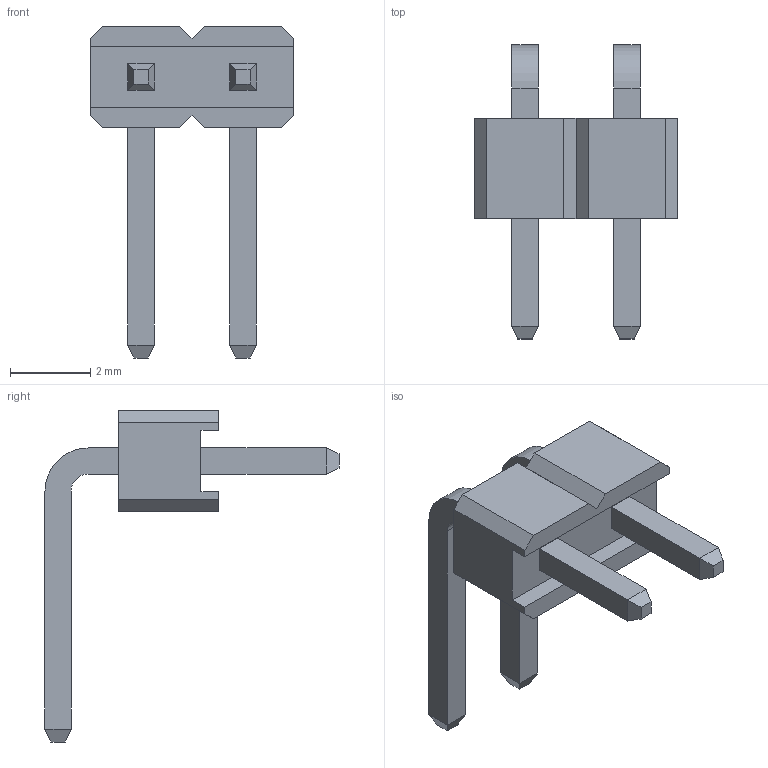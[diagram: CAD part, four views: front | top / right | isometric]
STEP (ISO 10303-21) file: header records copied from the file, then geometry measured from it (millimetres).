
FILE_DESCRIPTION (( 'STEP AP214' ), '1' );
FILE_NAME ('SW3dPS-0.1inch pin strip right angle.STEP', '2009-09-17T15:38:25', ( 'SysAdmin' ), ( 'SolidWorks' ), 'SwSTEP 2.0', 'SolidWorks 2009', '' );
FILE_SCHEMA (( 'AUTOMOTIVE_DESIGN' ));
Length unit declared in the file: millimetre
Products named in the file (1): SW3dPS-0.1inch pin strip right angle
Bounding box: 5.08 x 7.33 x 8.27 mm (x, y, z)
Volume: 37.5 mm3; surface area: 124.5 mm2
Topology: 1 solids, 1 shells, 64 faces, 158 edges, 100 vertices
Faces by surface type: plane 60, cylinder 4
Entity records: 2096 total; most frequent: CARTESIAN_POINT 323, ORIENTED_EDGE 316, DIRECTION 296, EDGE_CURVE 158, VECTOR 150, LINE 150, VERTEX_POINT 100, AXIS2_PLACEMENT_3D 73
